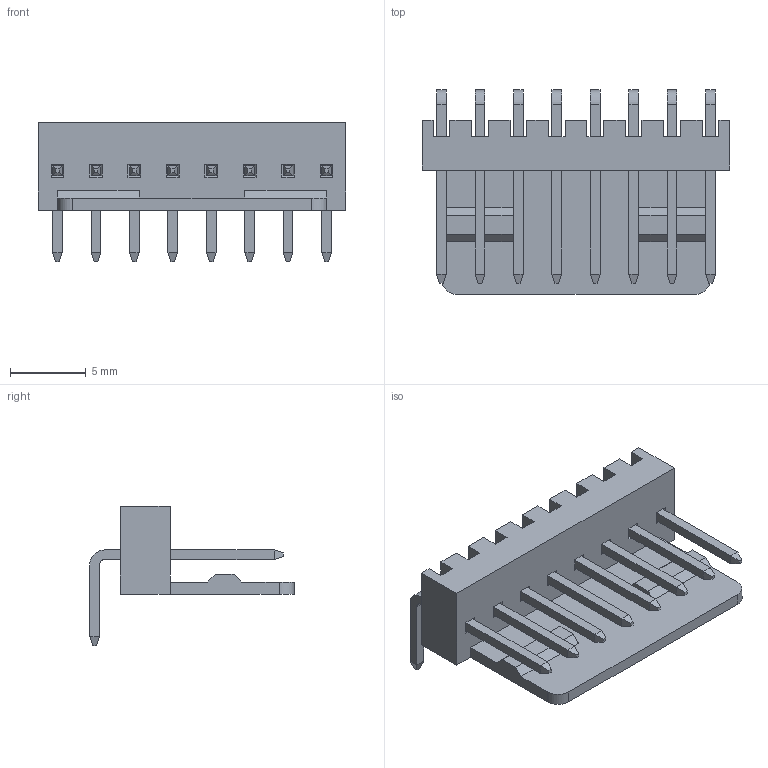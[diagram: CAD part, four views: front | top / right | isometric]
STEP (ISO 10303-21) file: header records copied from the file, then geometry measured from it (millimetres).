
FILE_DESCRIPTION(/* description */ ('Unknown'),/* implementation_level */ '2;1');
FILE_NAME(/* name */ 'J_Wurth_WR-WTB_61900811021',/* time_stamp */ '2025-05-21T15:38:42+08:00',/* author */ ('Unknown'),/* organization */ ('Unknown'),/* preprocessor_version */ 'ST-DEVELOPER v19.4',/* originating_system */ 'Solid Edge',/* authorisation */ 'Unknown');
FILE_SCHEMA (('AUTOMOTIVE_DESIGN {1 0 10303 214 3 1 1}'));
Length unit declared in the file: millimetre
Products named in the file (2): J_Wurth_WR-WTB_61900811021
Assembly tree (1 placements, depth 2):
  J_Wurth_WR-WTB_61900811021
    J_Wurth_WR-WTB_61900811021
Bounding box: 20.32 x 13.52 x 9.2 mm (x, y, z)
Volume: 499.1 mm3; surface area: 1168.5 mm2
Topology: 1 solids, 1 shells, 340 faces, 822 edges, 516 vertices
Faces by surface type: plane 322, cylinder 18
Entity records: 12037 total; most frequent: CARTESIAN_POINT 1680, ORIENTED_EDGE 1644, DIRECTION 1542, EDGE_CURVE 822, LINE 786, VECTOR 786, VERTEX_POINT 516, AXIS2_PLACEMENT_3D 378
